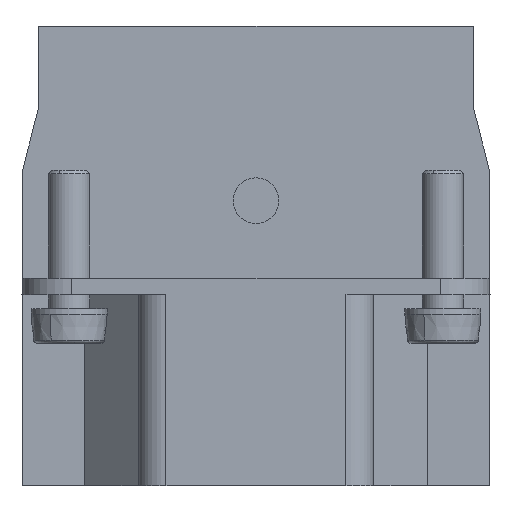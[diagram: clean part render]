
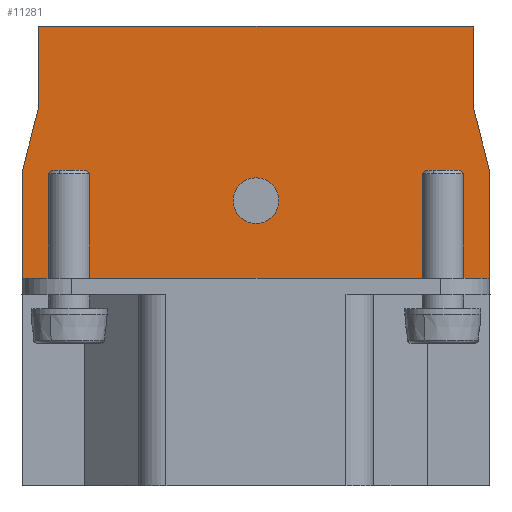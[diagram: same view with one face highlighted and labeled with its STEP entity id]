
A CAD part, left-side view. The second image highlights one B-rep face of the part: STEP entity #11281.
In plain terms, the highlighted planar face has unit normal (-1, 0, 0).
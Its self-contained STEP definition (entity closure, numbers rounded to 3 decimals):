
#6059=CIRCLE('',#55442,1.65);
#11281=ADVANCED_FACE('',(#14172,#14173),#13127,.T.);
#13127=PLANE('',#56086);
#14172=FACE_BOUND('',#17333,.T.);
#14173=FACE_BOUND('',#17334,.T.);
#17333=EDGE_LOOP('',(#31896,#31897,#31898,#31899,#31900,#31901,#31902,#31903));
#17334=EDGE_LOOP('',(#31904));
#31896=ORIENTED_EDGE('',*,*,#39990,.F.);
#31897=ORIENTED_EDGE('',*,*,#43497,.T.);
#31898=ORIENTED_EDGE('',*,*,#39973,.T.);
#31899=ORIENTED_EDGE('',*,*,#43500,.T.);
#31900=ORIENTED_EDGE('',*,*,#37243,.F.);
#31901=ORIENTED_EDGE('',*,*,#43492,.T.);
#31902=ORIENTED_EDGE('',*,*,#43490,.T.);
#31903=ORIENTED_EDGE('',*,*,#43494,.T.);
#31904=ORIENTED_EDGE('',*,*,#42582,.F.);
#32755=VERTEX_POINT('',#66953);
#32756=VERTEX_POINT('',#66955);
#34749=VERTEX_POINT('',#82070);
#34750=VERTEX_POINT('',#82072);
#34762=VERTEX_POINT('',#82101);
#34763=VERTEX_POINT('',#82103);
#36424=VERTEX_POINT('',#98228);
#37040=VERTEX_POINT('',#100861);
#37041=VERTEX_POINT('',#100863);
#37243=EDGE_CURVE('',#32755,#32756,#43812,.T.);
#39973=EDGE_CURVE('',#34750,#34749,#45746,.T.);
#39990=EDGE_CURVE('',#34762,#34763,#45763,.T.);
#42582=EDGE_CURVE('',#36424,#36424,#6059,.T.);
#43490=EDGE_CURVE('',#37041,#37040,#48196,.T.);
#43492=EDGE_CURVE('',#32755,#37041,#48198,.T.);
#43494=EDGE_CURVE('',#37040,#34763,#48200,.T.);
#43497=EDGE_CURVE('',#34762,#34750,#48203,.T.);
#43500=EDGE_CURVE('',#34749,#32756,#48205,.T.);
#43812=LINE('',#66954,#48402);
#45746=LINE('',#82071,#50570);
#45763=LINE('',#82102,#50587);
#48196=LINE('',#100862,#53360);
#48198=LINE('',#100866,#53362);
#48200=LINE('',#100869,#53364);
#48203=LINE('',#100881,#53367);
#48205=LINE('',#100889,#53369);
#48402=VECTOR('',#56273,1.);
#50570=VECTOR('',#60327,1.);
#50587=VECTOR('',#60346,1.);
#53360=VECTOR('',#66169,1.);
#53362=VECTOR('',#66173,1.);
#53364=VECTOR('',#66177,1.);
#53367=VECTOR('',#66198,1.);
#53369=VECTOR('',#66210,1.);
#55442=AXIS2_PLACEMENT_3D('',#98227,#64419,#64420);
#56086=AXIS2_PLACEMENT_3D('',#100890,#66211,#66212);
#56273=DIRECTION('',(0.,0.,-1.));
#60327=DIRECTION('',(0.,0.,1.));
#60346=DIRECTION('',(0.,0.,1.));
#64419=DIRECTION('',(-1.,0.,0.));
#64420=DIRECTION('',(0.,0.,-1.));
#66169=DIRECTION('',(0.,0.,-1.));
#66173=DIRECTION('',(0.,1.,0.));
#66177=DIRECTION('',(0.,0.25,-0.968));
#66198=DIRECTION('',(0.,-1.,0.));
#66210=DIRECTION('',(0.,0.25,0.968));
#66211=DIRECTION('',(-1.,0.,0.));
#66212=DIRECTION('',(0.,1.,0.));
#66953=CARTESIAN_POINT('',(-47.7,2.888,33.2));
#66954=CARTESIAN_POINT('',(-47.7,2.888,32.7));
#66955=CARTESIAN_POINT('',(-47.7,2.888,27.3));
#82070=CARTESIAN_POINT('',(-47.7,1.688,22.66));
#82071=CARTESIAN_POINT('',(-47.7,1.688,0.));
#82072=CARTESIAN_POINT('',(-47.7,1.688,15.));
#82101=CARTESIAN_POINT('',(-47.7,35.488,15.));
#82102=CARTESIAN_POINT('',(-47.7,35.488,0.));
#82103=CARTESIAN_POINT('',(-47.7,35.488,22.66));
#98227=CARTESIAN_POINT('',(-47.7,18.588,20.6));
#98228=CARTESIAN_POINT('',(-47.7,18.588,18.95));
#100861=CARTESIAN_POINT('',(-47.7,34.288,27.3));
#100862=CARTESIAN_POINT('',(-47.7,34.288,32.7));
#100863=CARTESIAN_POINT('',(-47.7,34.288,33.2));
#100866=CARTESIAN_POINT('',(-47.7,35.588,33.2));
#100869=CARTESIAN_POINT('',(-47.7,34.288,27.3));
#100881=CARTESIAN_POINT('',(-47.7,10.448,15.));
#100889=CARTESIAN_POINT('',(-47.7,2.138,24.4));
#100890=CARTESIAN_POINT('',(-47.7,35.588,-0.1));
